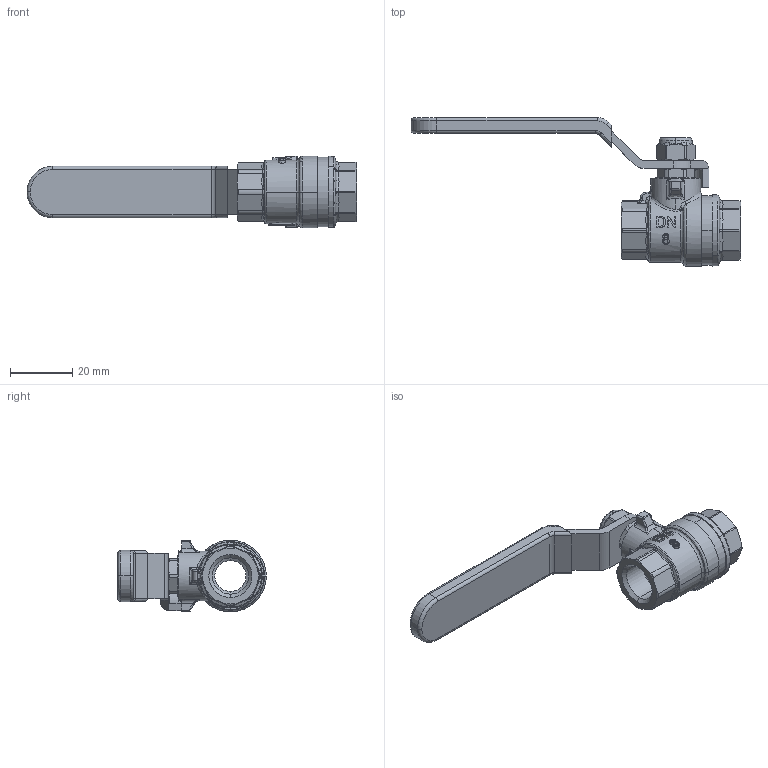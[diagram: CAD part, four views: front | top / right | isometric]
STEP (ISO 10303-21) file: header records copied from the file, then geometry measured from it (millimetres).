
FILE_DESCRIPTION (( 'STEP AP203' ), '1' );
FILE_NAME ('0811N402-surface.step', '2011-09-01T11:31:34', ( ' ' ), ( '' ), 'SwSTEP 2.0', 'SolidWorks 2011', '' );
FILE_SCHEMA (( 'CONFIG_CONTROL_DESIGN' ));
Length unit declared in the file: millimetre
Products named in the file (1): 0811N402-surface
Bounding box: 105.97 x 47.68 x 23 mm (x, y, z)
Surface area: 9425.3 mm2 (no closed solid volume)
Topology: 0 solids, 21 shells, 464 faces, 1494 edges, 1030 vertices
Faces by surface type: plane 143, cylinder 120, bspline 103, cone 52, torus 38, sphere 8
Entity records: 20191 total; most frequent: CARTESIAN_POINT 8238, ORIENTED_EDGE 2512, DIRECTION 2154, EDGE_CURVE 1466, VERTEX_POINT 1030, AXIS2_PLACEMENT_3D 724, LINE 706, VECTOR 706
